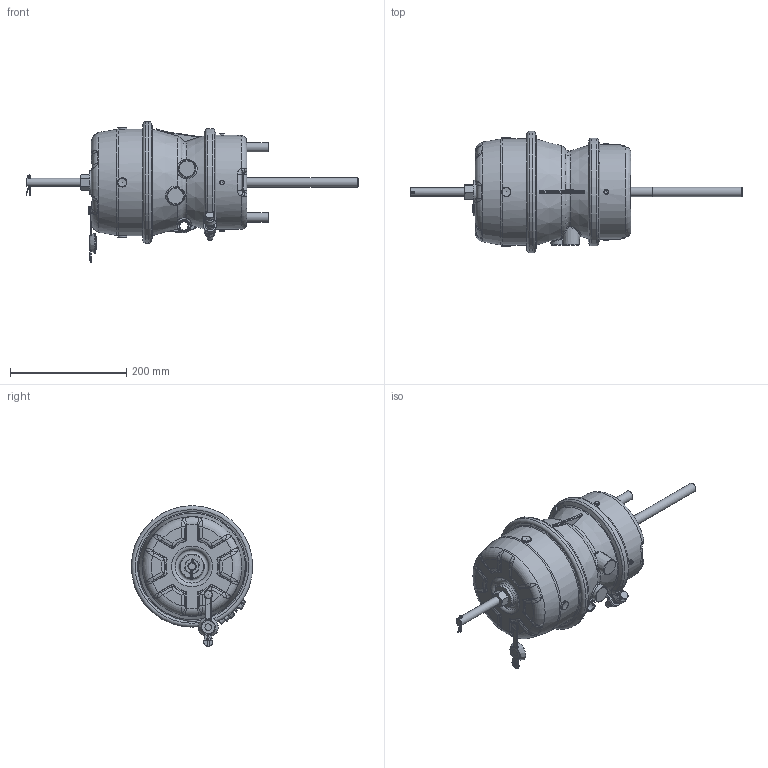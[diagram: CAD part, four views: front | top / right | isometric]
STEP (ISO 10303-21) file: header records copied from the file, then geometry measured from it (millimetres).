
FILE_DESCRIPTION( ( 'STEP AP214' ), '1' );
FILE_NAME( ' ', ' ', ( ' ' ), ( ' ' ), 'PSStep 11.0', 'VISI 17.0', ' ' );
FILE_SCHEMA( ( 'AUTOMOTIVE_DESIGN { 1 0 10303 214 1 1 1 1 }' ) );
Length unit declared in the file: millimetre
Products named in the file (1): 1
Bounding box: 571.32 x 209 x 242 mm (x, y, z)
Volume: 6231854.7 mm3; surface area: 354132.8 mm2
Topology: 1 solids, 14 shells, 923 faces, 2282 edges, 1368 vertices
Faces by surface type: bspline 297, cylinder 223, plane 209, torus 91, cone 91, sphere 9, revolution 3
Full cylindrical faces by diameter (mm): 3.5 x1, 4 x4, 8 x4, 8.5 x4, 9.756 x3, 14 x3, 14.5 x1, 15 x1, 16 x7, 22.5 x1, 32.5 x1, 40 x1, 69.69 x1, 162 x1, 177 x1, 183 x1, 200 x1, 202 x1, 209 x1
Entity records: 61068 total; most frequent: CARTESIAN_POINT 35917, ORIENTED_EDGE 4136, DIRECTION 2651, EDGE_CURVE 2068, VERTEX_POINT 1300, B_SPLINE_CURVE_WITH_KNOTS 1138, AXIS2_PLACEMENT_3D 1095, EDGE_LOOP 1056
